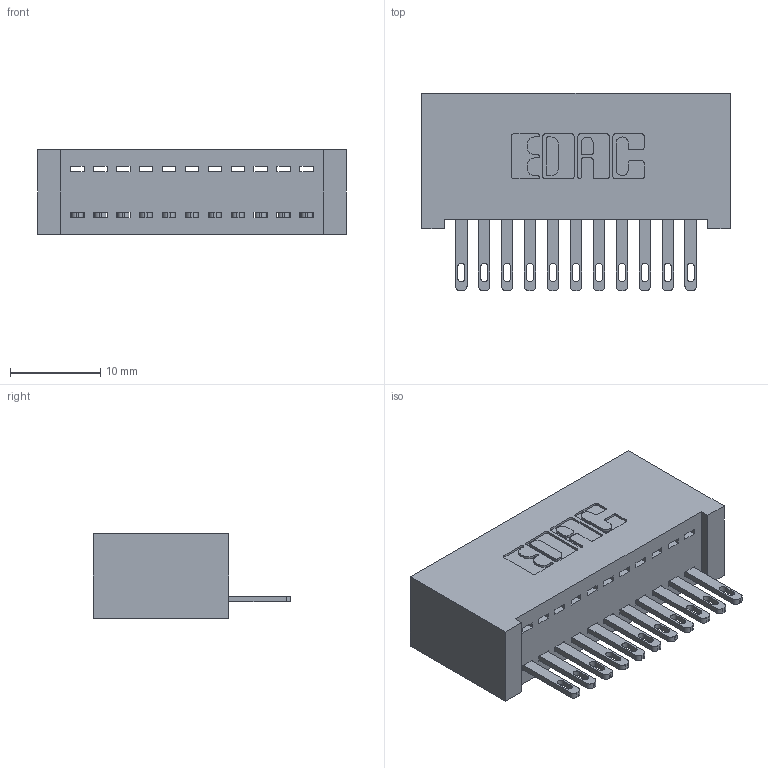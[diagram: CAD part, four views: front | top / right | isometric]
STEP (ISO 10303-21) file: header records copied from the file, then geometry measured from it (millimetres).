
FILE_DESCRIPTION (( 'STEP AP203' ), '1' );
FILE_NAME ('342-011-500-101.STEP', '2018-08-10T14:12:44', ( '' ), ( '' ), 'SwSTEP 2.0', 'SolidWorks 2016', '' );
FILE_SCHEMA (( 'CONFIG_CONTROL_DESIGN' ));
Length unit declared in the file: inch
Products named in the file (3): 342-011-500-101; 342 Part_Lugless; 345-292-001_345-293-100
Assembly tree (12 placements, depth 2):
  342-011-500-101
    342 Part_Lugless
    345-292-001_345-293-100  x11
Bounding box: 34.19 x 21.85 x 9.4 mm (x, y, z)
Volume: 3299.2 mm3; surface area: 4610.9 mm2
Topology: 12 solids, 12 shells, 696 faces, 2123 edges, 1414 vertices
Faces by surface type: plane 458, cylinder 238
Entity records: 10255 total; most frequent: CARTESIAN_POINT 1779, ORIENTED_EDGE 1726, DIRECTION 1557, EDGE_CURVE 863, VECTOR 739, LINE 739, VERTEX_POINT 574, AXIS2_PLACEMENT_3D 409
